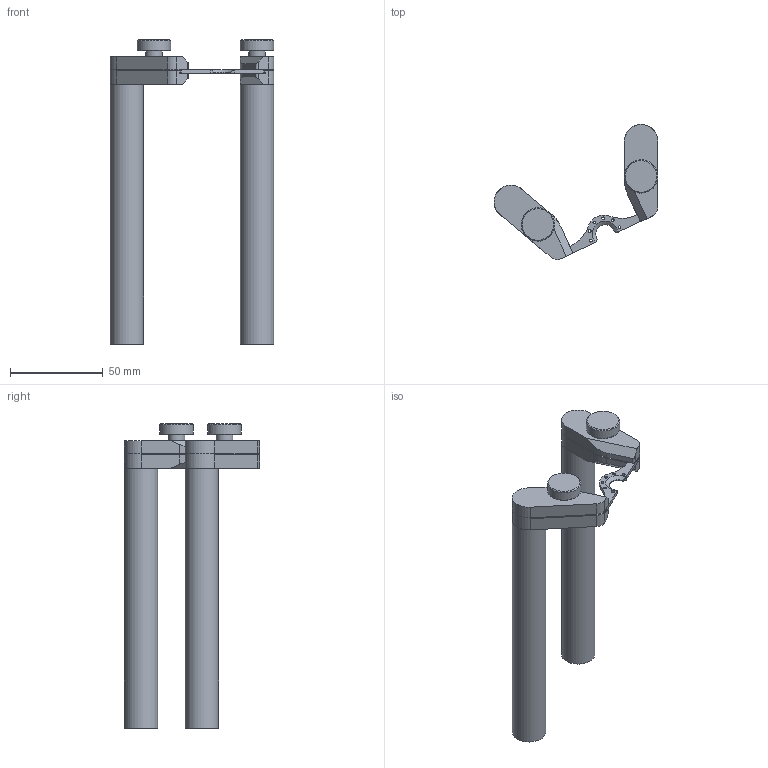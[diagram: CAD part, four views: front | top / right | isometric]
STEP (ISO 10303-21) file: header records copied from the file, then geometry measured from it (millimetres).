
FILE_DESCRIPTION(/* description */ ('Unknown'),/* implementation_level */ '2;1');
FILE_NAME(/* name */ 'Klemmhalterung für Carbon flat bar',/* time_stamp */ '2023-08-08T15:53:10+02:00',/* author */ ('Unknown'),/* organization */ ('Unknown'),/* preprocessor_version */ 'ST-DEVELOPER v18.102',/* originating_system */ 'Solid Edge',/* authorisation */ 'Unknown');
FILE_SCHEMA (('AUTOMOTIVE_DESIGN {1 0 10303 214 3 1 1}'));
Length unit declared in the file: millimetre
Products named in the file (8): Klemmhalterung f黵 Carbon flat bar; Klemmarm f黵 Carbon flat bar; Auflageleiste f黵 Carbon flat bar; Klemmschraube; Carbon Flat headbar; Carbon Rohr f黵 Klemme; Klemmarm für Carbon flat bar gespiegelt; Auflageleiste für Carbon flat bar gespiegelt
Assembly tree (9 placements, depth 2):
  Klemmhalterung f黵 Carbon flat bar
    Klemmarm f黵 Carbon flat bar
    Auflageleiste f黵 Carbon flat bar
    Klemmschraube  x2
    Carbon Flat headbar
    Carbon Rohr f黵 Klemme  x2
    Klemmarm für Carbon flat bar gespiegelt
    Auflageleiste für Carbon flat bar gespiegelt
Bounding box: 88.19 x 72.81 x 164 mm (x, y, z)
Volume: 57764.4 mm3; surface area: 42712.2 mm2
Topology: 9 solids, 9 shells, 139 faces, 340 edges, 227 vertices
Faces by surface type: cylinder 64, plane 62, cone 11, torus 2
Full cylindrical faces by diameter (mm): 1.5 x6, 3 x2, 3.3 x2, 4.917 x2, 6 x4, 6.1 x2, 9 x2, 14 x4, 18 x4
Entity records: 4173 total; most frequent: DIRECTION 654, CARTESIAN_POINT 601, ORIENTED_EDGE 530, EDGE_CURVE 265, AXIS2_PLACEMENT_3D 257, VERTEX_POINT 194, FACE_BOUND 185, EDGE_LOOP 183
